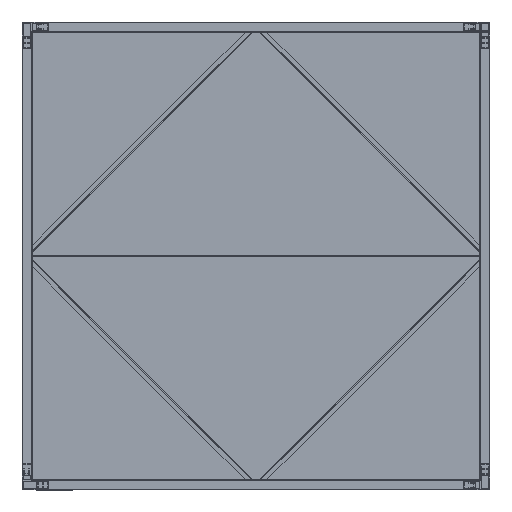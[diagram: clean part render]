
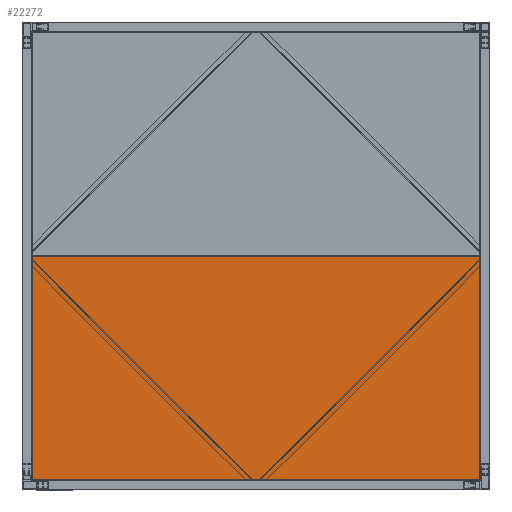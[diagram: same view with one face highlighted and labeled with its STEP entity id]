
A CAD part, left-side view. The second image highlights one B-rep face of the part: STEP entity #22272.
In plain terms, the highlighted planar face has unit normal (-1, 0, 0).
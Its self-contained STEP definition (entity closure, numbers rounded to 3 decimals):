
#2455 = VERTEX_POINT ( 'NONE', #60743 ) ;
#8671 = EDGE_CURVE ( 'NONE', #2455, #104874, #34041, .T. ) ;
#8822 = LINE ( 'NONE', #49669, #97772 ) ;
#14664 = EDGE_CURVE ( 'NONE', #47843, #2455, #45981, .T. ) ;
#22272 = ADVANCED_FACE ( 'NONE', ( #97695 ), #36724, .F. ) ;
#22678 = DIRECTION ( 'NONE',  ( 0., -1., 0. ) ) ;
#29339 = VECTOR ( 'NONE', #22678, 1000. ) ;
#30751 = ORIENTED_EDGE ( 'NONE', *, *, #14664, .F. ) ;
#34041 = LINE ( 'NONE', #105053, #29339 ) ;
#34044 = VECTOR ( 'NONE', #87498, 1000. ) ;
#36724 = PLANE ( 'NONE',  #77663 ) ;
#37354 = VECTOR ( 'NONE', #112926, 1000. ) ;
#45981 = LINE ( 'NONE', #118262, #34044 ) ;
#47843 = VERTEX_POINT ( 'NONE', #78468 ) ;
#49669 = CARTESIAN_POINT ( 'NONE',  ( -878.339, -1167.246, 1222.387 ) ) ;
#53564 = ORIENTED_EDGE ( 'NONE', *, *, #75239, .F. ) ;
#60743 = CARTESIAN_POINT ( 'NONE',  ( -878.339, 1067.876, 2337.913 ) ) ;
#63460 = VERTEX_POINT ( 'NONE', #78236 ) ;
#63994 = CARTESIAN_POINT ( 'NONE',  ( -878.339, -1166.651, 2338.509 ) ) ;
#64833 = ORIENTED_EDGE ( 'NONE', *, *, #8671, .F. ) ;
#75239 = EDGE_CURVE ( 'NONE', #63460, #47843, #8822, .T. ) ;
#76910 = DIRECTION ( 'NONE',  ( 0., 0., -1. ) ) ;
#77663 = AXIS2_PLACEMENT_3D ( 'NONE', #106418, #118411, #76910 ) ;
#78236 = CARTESIAN_POINT ( 'NONE',  ( -878.339, -1166.651, 1222.387 ) ) ;
#78468 = CARTESIAN_POINT ( 'NONE',  ( -878.339, 1067.876, 1222.387 ) ) ;
#83904 = ORIENTED_EDGE ( 'NONE', *, *, #128734, .F. ) ;
#87498 = DIRECTION ( 'NONE',  ( 0., 0., 1. ) ) ;
#97695 = FACE_OUTER_BOUND ( 'NONE', #122875, .T. ) ;
#97772 = VECTOR ( 'NONE', #109302, 1000. ) ;
#102887 = LINE ( 'NONE', #63994, #37354 ) ;
#103976 = CARTESIAN_POINT ( 'NONE',  ( -878.339, -1166.651, 2337.913 ) ) ;
#104874 = VERTEX_POINT ( 'NONE', #103976 ) ;
#105053 = CARTESIAN_POINT ( 'NONE',  ( -878.339, 1068.471, 2337.913 ) ) ;
#106418 = CARTESIAN_POINT ( 'NONE',  ( -878.339, -1168.887, 1220.15 ) ) ;
#109302 = DIRECTION ( 'NONE',  ( 0., 1., 0. ) ) ;
#112926 = DIRECTION ( 'NONE',  ( 0., 0., -1. ) ) ;
#118262 = CARTESIAN_POINT ( 'NONE',  ( -878.339, 1067.876, 1221.791 ) ) ;
#118411 = DIRECTION ( 'NONE',  ( 1., 0., 0. ) ) ;
#122875 = EDGE_LOOP ( 'NONE', ( #83904, #64833, #30751, #53564 ) ) ;
#128734 = EDGE_CURVE ( 'NONE', #104874, #63460, #102887, .T. ) ;
